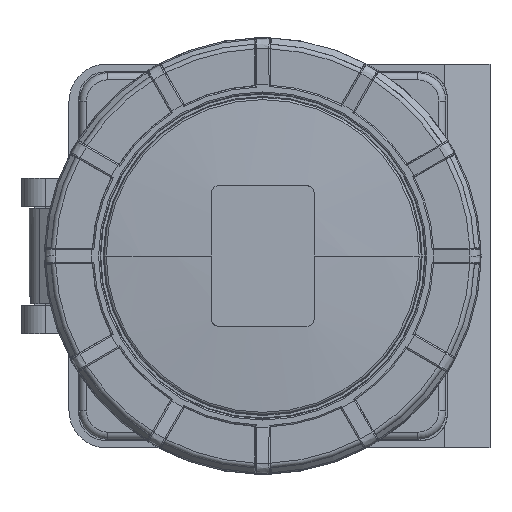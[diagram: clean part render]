
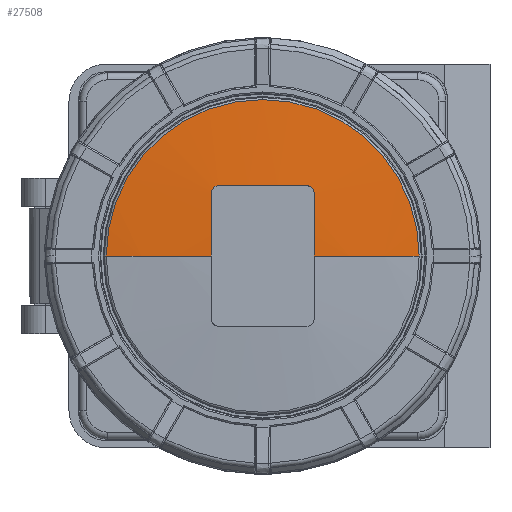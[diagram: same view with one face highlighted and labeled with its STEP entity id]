
A CAD part, front view. The second image highlights one B-rep face of the part: STEP entity #27508.
In plain terms, the highlighted spherical face has radius 332.611 mm.
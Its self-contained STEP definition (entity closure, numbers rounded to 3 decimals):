
#18759=CARTESIAN_POINT('',(0.,1.538,0.));
#18760=DIRECTION('',(0.,-1.,0.));
#18761=DIRECTION('',(0.,0.,1.));
#18762=AXIS2_PLACEMENT_3D('',#18759,#18760,#18761);
#18767=CARTESIAN_POINT('',(0.,1.538,0.));
#18768=DIRECTION('',(0.,-1.,0.));
#18769=DIRECTION('',(-1.,0.,0.));
#18770=AXIS2_PLACEMENT_3D('',#18767,#18768,#18769);
#18775=CARTESIAN_POINT('',(0.,-329.411,0.));
#18776=DIRECTION('',(1.,0.,0.));
#18777=DIRECTION('',(0.,0.995,-0.1));
#18778=AXIS2_PLACEMENT_3D('',#18775,#18776,#18777);
#18783=CARTESIAN_POINT('',(0.,-329.411,0.));
#18784=DIRECTION('',(-1.,0.,0.));
#18785=DIRECTION('',(0.,0.995,0.1));
#18786=AXIS2_PLACEMENT_3D('',#18783,#18784,#18785);
#18799=CARTESIAN_POINT('',(0.,-329.411,10.9));
#18800=DIRECTION('',(0.,0.,1.));
#18801=DIRECTION('',(0.,1.,0.));
#18802=AXIS2_PLACEMENT_3D('',#18799,#18800,#18801);
#18821=CARTESIAN_POINT('',(-14.9,2.733,9.4));
#18822=CARTESIAN_POINT('',(-14.9,2.729,9.53));
#18823=CARTESIAN_POINT('',(-14.866,2.723,
9.791));
#18824=CARTESIAN_POINT('',(-14.713,2.719,
10.16));
#18825=CARTESIAN_POINT('',(-14.482,2.72,
10.462));
#18826=CARTESIAN_POINT('',(-14.173,2.725,
10.707));
#18827=CARTESIAN_POINT('',(-13.796,2.736,
10.866));
#18828=CARTESIAN_POINT('',(-13.532,2.746,10.9));
#18829=CARTESIAN_POINT('',(-13.4,2.751,10.9));
#18834=CARTESIAN_POINT('',(-14.9,-329.411,0.));
#18835=DIRECTION('',(-1.,0.,0.));
#18836=DIRECTION('',(0.,1.,0.028));
#18837=AXIS2_PLACEMENT_3D('',#18834,#18835,#18836);
#18856=CARTESIAN_POINT('',(-13.4,2.751,-10.9));
#18857=CARTESIAN_POINT('',(-13.531,2.746,-10.9));
#18858=CARTESIAN_POINT('',(-13.795,2.736,
-10.866));
#18859=CARTESIAN_POINT('',(-14.172,2.725,
-10.707));
#18860=CARTESIAN_POINT('',(-14.481,2.72,
-10.463));
#18861=CARTESIAN_POINT('',(-14.712,2.719,
-10.16));
#18862=CARTESIAN_POINT('',(-14.866,2.723,
-9.791));
#18863=CARTESIAN_POINT('',(-14.9,2.729,-9.531));
#18864=CARTESIAN_POINT('',(-14.9,2.733,-9.4));
#18891=CARTESIAN_POINT('',(0.,-329.411,-10.9));
#18892=DIRECTION('',(0.,0.,-1.));
#18893=DIRECTION('',(-0.04,0.999,0.));
#18894=AXIS2_PLACEMENT_3D('',#18891,#18892,#18893);
#27167=CARTESIAN_POINT('',(-14.9,2.733,9.4));
#27168=CARTESIAN_POINT('',(-14.9,2.733,-9.4));
#27169=VERTEX_POINT('',#27167);
#27170=VERTEX_POINT('',#27168);
#27172=CARTESIAN_POINT('',(0.,3.021,10.9));
#27174=VERTEX_POINT('',#27172);
#27175=CARTESIAN_POINT('',(-13.4,2.751,10.9));
#27176=VERTEX_POINT('',#27175);
#27181=CARTESIAN_POINT('',(0.,3.021,-10.9));
#27183=VERTEX_POINT('',#27181);
#27185=CARTESIAN_POINT('',(-13.4,2.751,-10.9));
#27186=VERTEX_POINT('',#27185);
#27193=CARTESIAN_POINT('',(0.,1.538,33.209));
#27194=CARTESIAN_POINT('',(-33.209,1.538,0.));
#27195=VERTEX_POINT('',#27193);
#27196=VERTEX_POINT('',#27194);
#27197=CARTESIAN_POINT('',(0.,1.538,-33.209));
#27198=VERTEX_POINT('',#27197);
#27485=CARTESIAN_POINT('',(0.,-329.411,0.));
#27486=DIRECTION('',(0.,1.,0.));
#27487=DIRECTION('',(0.,0.,-1.));
#27488=AXIS2_PLACEMENT_3D('',#27485,#27486,#27487);
#27489=SPHERICAL_SURFACE('',#27488,332.611);
#27490=ORIENTED_EDGE('',*,*,#27479,.T.);
#27491=ORIENTED_EDGE('',*,*,#27451,.T.);
#27493=ORIENTED_EDGE('',*,*,#27492,.T.);
#27495=ORIENTED_EDGE('',*,*,#27494,.F.);
#27497=ORIENTED_EDGE('',*,*,#27496,.T.);
#27499=ORIENTED_EDGE('',*,*,#27498,.F.);
#27501=ORIENTED_EDGE('',*,*,#27500,.T.);
#27503=ORIENTED_EDGE('',*,*,#27502,.F.);
#27505=ORIENTED_EDGE('',*,*,#27504,.F.);
#27506=EDGE_LOOP('',(#27490,#27491,#27493,#27495,#27497,#27499,#27501,#27503,
#27505));
#27507=FACE_OUTER_BOUND('',#27506,.F.);
#18763=CIRCLE('',#18762,33.209);
#18771=CIRCLE('',#18770,33.209);
#18779=CIRCLE('',#18778,332.611);
#18787=CIRCLE('',#18786,332.611);
#18803=CIRCLE('',#18802,332.432);
#18830=B_SPLINE_CURVE_WITH_KNOTS('',3,(#18821,#18822,#18823,#18824,#18825,
#18826,#18827,#18828,#18829),.UNSPECIFIED.,.F.,.F.,(4,1,1,1,1,1,4),(0.,
0.167,0.333,0.5,0.667,0.833,
1.),.UNSPECIFIED.);
#18838=CIRCLE('',#18837,332.277);
#18865=B_SPLINE_CURVE_WITH_KNOTS('',3,(#18856,#18857,#18858,#18859,#18860,
#18861,#18862,#18863,#18864),.UNSPECIFIED.,.F.,.F.,(4,1,1,1,1,1,4),(0.,
0.167,0.333,0.5,0.667,0.833,
1.),.UNSPECIFIED.);
#18895=CIRCLE('',#18894,332.432);
#27451=EDGE_CURVE('',#27196,#27198,#18771,.T.);
#27479=EDGE_CURVE('',#27195,#27196,#18763,.T.);
#27492=EDGE_CURVE('',#27198,#27183,#18779,.T.);
#27494=EDGE_CURVE('',#27186,#27183,#18895,.T.);
#27496=EDGE_CURVE('',#27186,#27170,#18865,.T.);
#27498=EDGE_CURVE('',#27169,#27170,#18838,.T.);
#27500=EDGE_CURVE('',#27169,#27176,#18830,.T.);
#27502=EDGE_CURVE('',#27174,#27176,#18803,.T.);
#27504=EDGE_CURVE('',#27195,#27174,#18787,.T.);
#27508=ADVANCED_FACE('',(#27507),#27489,.T.);
